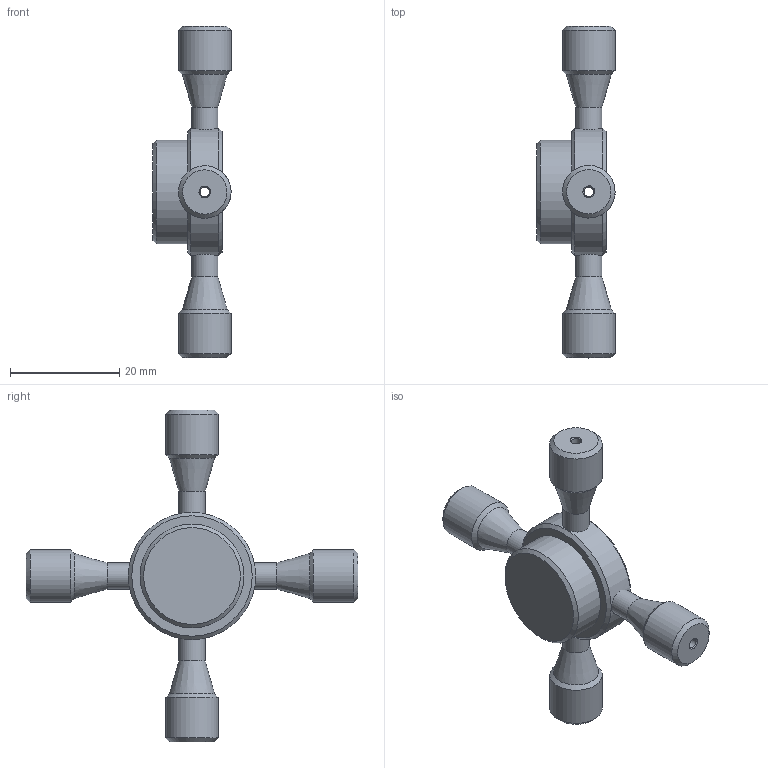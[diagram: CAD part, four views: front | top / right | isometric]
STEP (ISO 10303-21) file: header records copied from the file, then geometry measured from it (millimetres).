
FILE_DESCRIPTION((''),'2;1');
FILE_NAME('305134-ZX1CFPK polymeric cross.stp','2013-08-19T17:07:21',('Franzp'),(''),'Autodesk Inventor 2013','Autodesk Inventor 2013','');
FILE_SCHEMA(('AUTOMOTIVE_DESIGN { 1 0 10303 214 1 1 1 1 }'));
Length unit declared in the file: millimetre
Products named in the file (1): 305134_Shrinkwrap_1
Bounding box: 14.35 x 60.89 x 60.89 mm (x, y, z)
Surface area: 4298 mm2 (no closed solid volume)
Topology: 0 solids, 5 shells, 40 faces, 89 edges, 55 vertices
Faces by surface type: cone 19, cylinder 14, plane 7
Full cylindrical faces by diameter (mm): 1.77 x4, 4.826 x4, 9.652 x4, 19.02 x1, 23.368 x1
Entity records: 1118 total; most frequent: CARTESIAN_POINT 283, DIRECTION 168, ORIENTED_EDGE 86, AXIS2_PLACEMENT_3D 84, EDGE_LOOP 82, VERTEX_POINT 51, EDGE_CURVE 51, CIRCLE 43
